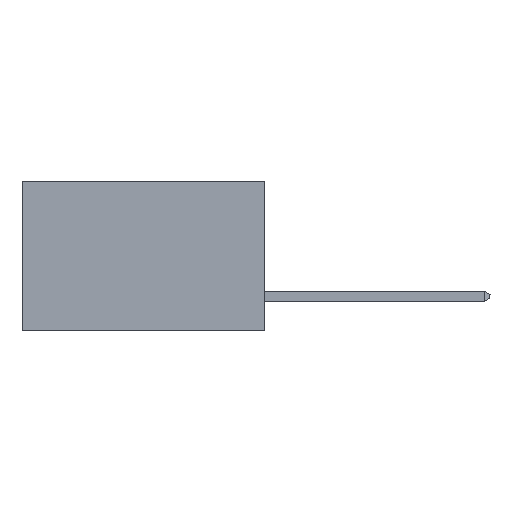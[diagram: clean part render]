
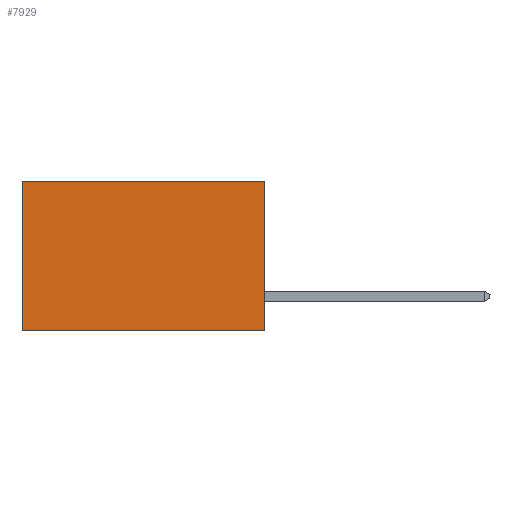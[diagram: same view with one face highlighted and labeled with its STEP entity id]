
A CAD part, left-side view. The second image highlights one B-rep face of the part: STEP entity #7929.
In plain terms, the highlighted planar face has unit normal (-1, 0, 0).
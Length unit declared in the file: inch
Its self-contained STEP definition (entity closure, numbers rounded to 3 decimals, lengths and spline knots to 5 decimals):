
#936 = EDGE_CURVE ( 'NONE', #15589, #8836, #3169, .T. ) ;
#985 = EDGE_CURVE ( 'NONE', #12973, #13481, #2181, .T. ) ;
#1518 = VECTOR ( 'NONE', #17137, 39.37008 ) ;
#2181 = LINE ( 'NONE', #20518, #1518 ) ;
#3169 = LINE ( 'NONE', #6670, #13748 ) ;
#3449 = CARTESIAN_POINT ( 'NONE',  ( 0.2615, 0.6, 0. ) ) ;
#4472 = EDGE_CURVE ( 'NONE', #13481, #8836, #15431, .T. ) ;
#5168 = CARTESIAN_POINT ( 'NONE',  ( 0.2615, 0.6, -0.37 ) ) ;
#5234 = LINE ( 'NONE', #10043, #12095 ) ;
#6590 = DIRECTION ( 'NONE',  ( 0., 0., -1. ) ) ;
#6663 = DIRECTION ( 'NONE',  ( 0., 0., -1. ) ) ;
#6670 = CARTESIAN_POINT ( 'NONE',  ( 0.2615, 0., -0.37 ) ) ;
#6926 = ORIENTED_EDGE ( 'NONE', *, *, #4472, .T. ) ;
#7016 = DIRECTION ( 'NONE',  ( 1., 0., 0. ) ) ;
#7929 = ADVANCED_FACE ( 'NONE', ( #8752 ), #14980, .F. ) ;
#8570 = ORIENTED_EDGE ( 'NONE', *, *, #985, .T. ) ;
#8752 = FACE_OUTER_BOUND ( 'NONE', #19539, .T. ) ;
#8836 = VERTEX_POINT ( 'NONE', #13304 ) ;
#9944 = CARTESIAN_POINT ( 'NONE',  ( 0.2615, 0., 0. ) ) ;
#10043 = CARTESIAN_POINT ( 'NONE',  ( 0.2615, 0., -0.37 ) ) ;
#10890 = ORIENTED_EDGE ( 'NONE', *, *, #936, .F. ) ;
#11036 = ORIENTED_EDGE ( 'NONE', *, *, #17186, .F. ) ;
#11554 = AXIS2_PLACEMENT_3D ( 'NONE', #12047, #7016, #15091 ) ;
#12047 = CARTESIAN_POINT ( 'NONE',  ( 0.2615, 0., -0.37 ) ) ;
#12095 = VECTOR ( 'NONE', #6663, 39.37008 ) ;
#12973 = VERTEX_POINT ( 'NONE', #9944 ) ;
#13304 = CARTESIAN_POINT ( 'NONE',  ( 0.2615, 0.6, -0.37 ) ) ;
#13481 = VERTEX_POINT ( 'NONE', #3449 ) ;
#13748 = VECTOR ( 'NONE', #18240, 39.37008 ) ;
#13882 = CARTESIAN_POINT ( 'NONE',  ( 0.2615, 0., -0.37 ) ) ;
#14980 = PLANE ( 'NONE',  #11554 ) ;
#15091 = DIRECTION ( 'NONE',  ( 0., 0., -1. ) ) ;
#15431 = LINE ( 'NONE', #5168, #18076 ) ;
#15589 = VERTEX_POINT ( 'NONE', #13882 ) ;
#17137 = DIRECTION ( 'NONE',  ( 0., 1., 0. ) ) ;
#17186 = EDGE_CURVE ( 'NONE', #12973, #15589, #5234, .T. ) ;
#18076 = VECTOR ( 'NONE', #6590, 39.37008 ) ;
#18240 = DIRECTION ( 'NONE',  ( 0., 1., 0. ) ) ;
#19539 = EDGE_LOOP ( 'NONE', ( #6926, #10890, #11036, #8570 ) ) ;
#20518 = CARTESIAN_POINT ( 'NONE',  ( 0.2615, 0., 0. ) ) ;
